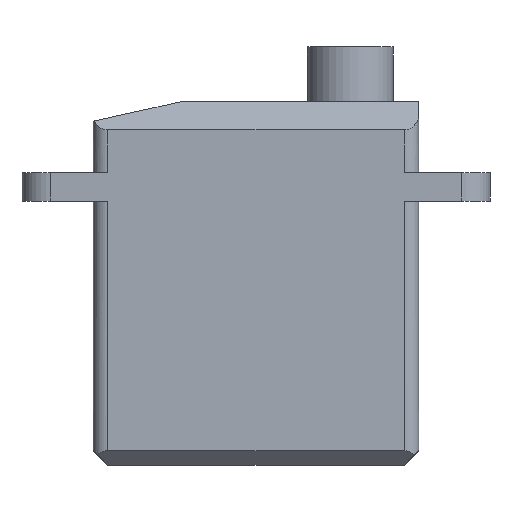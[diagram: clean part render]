
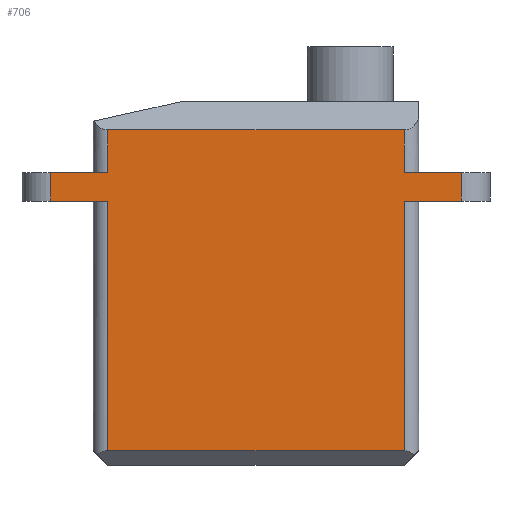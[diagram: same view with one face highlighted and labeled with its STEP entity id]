
A CAD part, left-side view. The second image highlights one B-rep face of the part: STEP entity #706.
In plain terms, the highlighted planar face has unit normal (-1, 0, 0).
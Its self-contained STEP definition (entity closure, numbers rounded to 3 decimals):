
#38=PLANE('',#799);
#74=FACE_OUTER_BOUND('',#113,.T.);
#113=EDGE_LOOP('',(#635,#636,#637,#638,#639,#640,#641,#642,#643,#644,#645,
#646));
#150=LINE('',#1056,#215);
#151=LINE('',#1060,#216);
#156=LINE('',#1075,#221);
#158=LINE('',#1081,#223);
#164=LINE('',#1099,#229);
#166=LINE('',#1108,#231);
#170=LINE('',#1122,#235);
#174=LINE('',#1133,#239);
#181=LINE('',#1148,#246);
#196=LINE('',#1206,#261);
#201=LINE('',#1218,#266);
#203=LINE('',#1223,#268);
#215=VECTOR('',#838,10.);
#216=VECTOR('',#843,10.);
#221=VECTOR('',#856,10.);
#223=VECTOR('',#862,10.);
#229=VECTOR('',#880,10.);
#231=VECTOR('',#888,10.);
#235=VECTOR('',#900,10.);
#239=VECTOR('',#912,10.);
#246=VECTOR('',#929,10.);
#261=VECTOR('',#992,10.);
#266=VECTOR('',#1003,10.);
#268=VECTOR('',#1011,10.);
#296=VERTEX_POINT('',#1053);
#297=VERTEX_POINT('',#1055);
#298=VERTEX_POINT('',#1059);
#304=VERTEX_POINT('',#1073);
#306=VERTEX_POINT('',#1079);
#312=VERTEX_POINT('',#1097);
#313=VERTEX_POINT('',#1101);
#316=VERTEX_POINT('',#1106);
#322=VERTEX_POINT('',#1120);
#325=VERTEX_POINT('',#1132);
#347=VERTEX_POINT('',#1205);
#351=VERTEX_POINT('',#1217);
#369=EDGE_CURVE('',#296,#297,#150,.T.);
#371=EDGE_CURVE('',#297,#298,#151,.T.);
#379=EDGE_CURVE('',#304,#296,#156,.T.);
#382=EDGE_CURVE('',#306,#304,#158,.T.);
#391=EDGE_CURVE('',#312,#306,#164,.T.);
#395=EDGE_CURVE('',#316,#313,#166,.T.);
#402=EDGE_CURVE('',#316,#322,#170,.F.);
#407=EDGE_CURVE('',#325,#313,#174,.F.);
#416=EDGE_CURVE('',#298,#322,#181,.T.);
#443=EDGE_CURVE('',#325,#347,#196,.T.);
#449=EDGE_CURVE('',#347,#351,#201,.T.);
#452=EDGE_CURVE('',#351,#312,#203,.T.);
#635=ORIENTED_EDGE('',*,*,#452,.F.);
#636=ORIENTED_EDGE('',*,*,#449,.F.);
#637=ORIENTED_EDGE('',*,*,#443,.F.);
#638=ORIENTED_EDGE('',*,*,#407,.T.);
#639=ORIENTED_EDGE('',*,*,#395,.F.);
#640=ORIENTED_EDGE('',*,*,#402,.T.);
#641=ORIENTED_EDGE('',*,*,#416,.F.);
#642=ORIENTED_EDGE('',*,*,#371,.F.);
#643=ORIENTED_EDGE('',*,*,#369,.F.);
#644=ORIENTED_EDGE('',*,*,#379,.F.);
#645=ORIENTED_EDGE('',*,*,#382,.F.);
#646=ORIENTED_EDGE('',*,*,#391,.F.);
#706=ADVANCED_FACE('',(#74),#38,.F.);
#799=AXIS2_PLACEMENT_3D('',#1222,#1009,#1010);
#838=DIRECTION('',(0.,0.,1.));
#843=DIRECTION('',(0.,-1.,0.));
#856=DIRECTION('',(0.,-1.,0.));
#862=DIRECTION('',(0.,0.,1.));
#880=DIRECTION('',(0.,1.,0.));
#888=DIRECTION('',(0.,0.,-1.));
#900=DIRECTION('',(0.,-1.,0.));
#912=DIRECTION('',(0.,1.,0.));
#929=DIRECTION('',(0.,0.,-1.));
#992=DIRECTION('',(0.,0.,-1.));
#1003=DIRECTION('',(0.,1.,0.));
#1009=DIRECTION('center_axis',(1.,0.,0.));
#1010=DIRECTION('ref_axis',(0.,-1.,0.));
#1011=DIRECTION('',(0.,0.,1.));
#1053=CARTESIAN_POINT('',(-6.459,51.742,286.46));
#1055=CARTESIAN_POINT('',(-6.459,51.742,289.46));
#1056=CARTESIAN_POINT('',(-6.459,51.742,279.96));
#1059=CARTESIAN_POINT('',(-6.459,30.942,289.46));
#1060=CARTESIAN_POINT('',(-6.459,42.692,289.46));
#1073=CARTESIAN_POINT('',(-6.459,55.742,286.46));
#1075=CARTESIAN_POINT('',(-6.459,42.692,286.46));
#1079=CARTESIAN_POINT('',(-6.459,55.742,284.46));
#1081=CARTESIAN_POINT('',(-6.459,55.742,283.71));
#1097=CARTESIAN_POINT('',(-6.459,51.742,284.46));
#1099=CARTESIAN_POINT('',(-6.459,42.692,284.46));
#1101=CARTESIAN_POINT('',(-6.459,26.942,284.46));
#1106=CARTESIAN_POINT('',(-6.459,26.942,286.46));
#1108=CARTESIAN_POINT('',(-6.459,26.942,283.71));
#1120=CARTESIAN_POINT('',(-6.459,30.942,286.46));
#1122=CARTESIAN_POINT('',(-6.459,42.692,286.46));
#1132=CARTESIAN_POINT('',(-6.459,30.942,284.46));
#1133=CARTESIAN_POINT('',(-6.459,42.692,284.46));
#1148=CARTESIAN_POINT('',(-6.459,30.942,279.96));
#1205=CARTESIAN_POINT('',(-6.459,30.942,266.96));
#1206=CARTESIAN_POINT('',(-6.459,30.942,277.46));
#1217=CARTESIAN_POINT('',(-6.459,51.742,266.96));
#1218=CARTESIAN_POINT('',(-6.459,42.692,266.96));
#1222=CARTESIAN_POINT('Origin',(-6.459,42.692,277.46));
#1223=CARTESIAN_POINT('',(-6.459,51.742,277.46));
